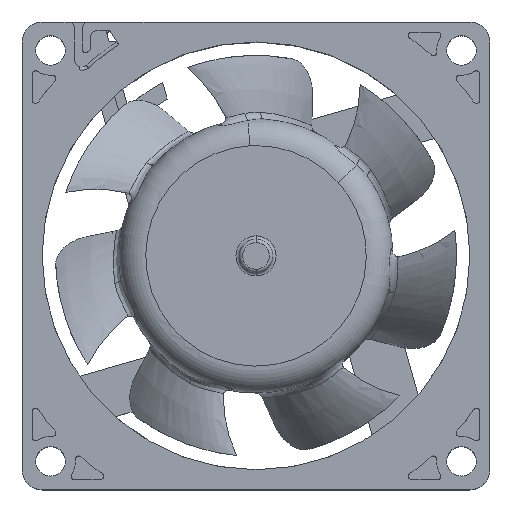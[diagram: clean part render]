
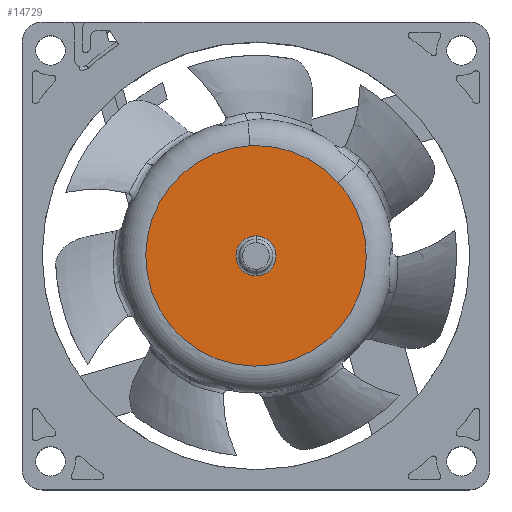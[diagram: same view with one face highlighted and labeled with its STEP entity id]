
A CAD part, top view. The second image highlights one B-rep face of the part: STEP entity #14729.
In plain terms, the highlighted planar face has unit normal (0, 0, 1).
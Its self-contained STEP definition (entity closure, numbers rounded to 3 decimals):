
#11135=CARTESIAN_POINT('',(0.,0.,0.5));
#11136=DIRECTION('',(0.,0.,-1.));
#11137=DIRECTION('',(0.744,0.668,0.));
#11138=AXIS2_PLACEMENT_3D('',#11135,#11136,#11137);
#11140=CARTESIAN_POINT('',(0.,0.,0.5));
#11141=DIRECTION('',(0.,0.,-1.));
#11142=DIRECTION('',(1.,-0.012,0.));
#11143=AXIS2_PLACEMENT_3D('',#11140,#11141,#11142);
#11145=CARTESIAN_POINT('',(0.,0.,0.5));
#11146=DIRECTION('',(0.,0.,-1.));
#11147=DIRECTION('',(-1.,0.012,0.));
#11148=AXIS2_PLACEMENT_3D('',#11145,#11146,#11147);
#11150=CARTESIAN_POINT('',(0.,0.,0.5));
#11151=DIRECTION('',(0.,0.,-1.));
#11152=DIRECTION('',(-0.058,0.998,0.));
#11153=AXIS2_PLACEMENT_3D('',#11150,#11151,#11152);
#11155=CARTESIAN_POINT('',(0.,0.,0.5));
#11156=DIRECTION('',(0.,0.,-1.));
#11157=DIRECTION('',(-0.001,1.,0.));
#11158=AXIS2_PLACEMENT_3D('',#11155,#11156,#11157);
#11160=CARTESIAN_POINT('',(0.,0.,0.5));
#11161=DIRECTION('',(0.,0.,1.));
#11162=DIRECTION('',(0.,-1.,0.));
#11163=AXIS2_PLACEMENT_3D('',#11160,#11161,#11162);
#11165=CARTESIAN_POINT('',(0.,0.,0.5));
#11166=DIRECTION('',(0.,0.,1.));
#11167=DIRECTION('',(0.,1.,0.));
#11168=AXIS2_PLACEMENT_3D('',#11165,#11166,#11167);
#14521=CARTESIAN_POINT('',(-0.953,16.472,0.5));
#14522=VERTEX_POINT('',#14521);
#14523=CARTESIAN_POINT('',(-16.499,0.197,0.5));
#14524=VERTEX_POINT('',#14523);
#14525=CARTESIAN_POINT('',(16.499,-0.197,0.5));
#14526=VERTEX_POINT('',#14525);
#14527=CARTESIAN_POINT('',(12.282,11.018,0.5));
#14528=VERTEX_POINT('',#14527);
#14562=CARTESIAN_POINT('',(-0.015,16.5,0.5));
#14563=VERTEX_POINT('',#14562);
#14576=CARTESIAN_POINT('',(0.,-3.,0.5));
#14577=CARTESIAN_POINT('',(0.,3.,0.5));
#14578=VERTEX_POINT('',#14576);
#14579=VERTEX_POINT('',#14577);
#14708=CARTESIAN_POINT('',(0.,0.,0.5));
#14709=DIRECTION('',(0.,0.,-1.));
#14710=DIRECTION('',(0.,-1.,0.));
#14711=AXIS2_PLACEMENT_3D('',#14708,#14709,#14710);
#14712=PLANE('',#14711);
#14714=ORIENTED_EDGE('',*,*,#14713,.T.);
#14716=ORIENTED_EDGE('',*,*,#14715,.T.);
#14718=ORIENTED_EDGE('',*,*,#14717,.T.);
#14720=ORIENTED_EDGE('',*,*,#14719,.T.);
#14722=ORIENTED_EDGE('',*,*,#14721,.T.);
#14723=EDGE_LOOP('',(#14714,#14716,#14718,#14720,#14722));
#14724=FACE_OUTER_BOUND('',#14723,.F.);
#14725=ORIENTED_EDGE('',*,*,#14702,.T.);
#14726=ORIENTED_EDGE('',*,*,#14635,.T.);
#14727=EDGE_LOOP('',(#14725,#14726));
#14728=FACE_BOUND('',#14727,.F.);
#14729=ADVANCED_FACE('',(#14724,#14728),#14712,.F.);
#11139=CIRCLE('',#11138,16.5);
#11144=CIRCLE('',#11143,16.5);
#11149=CIRCLE('',#11148,16.5);
#11154=CIRCLE('',#11153,16.5);
#11159=CIRCLE('',#11158,16.5);
#11164=CIRCLE('',#11163,3.);
#11169=CIRCLE('',#11168,3.);
#14635=EDGE_CURVE('',#14579,#14578,#11169,.T.);
#14702=EDGE_CURVE('',#14578,#14579,#11164,.T.);
#14713=EDGE_CURVE('',#14528,#14526,#11139,.T.);
#14715=EDGE_CURVE('',#14526,#14524,#11144,.T.);
#14717=EDGE_CURVE('',#14524,#14522,#11149,.T.);
#14719=EDGE_CURVE('',#14522,#14563,#11154,.T.);
#14721=EDGE_CURVE('',#14563,#14528,#11159,.T.);
